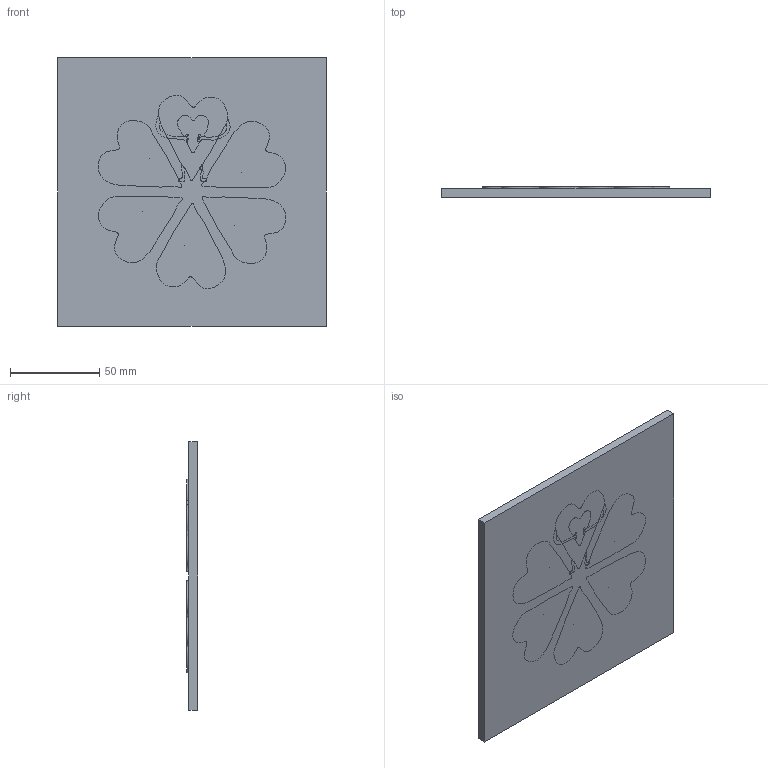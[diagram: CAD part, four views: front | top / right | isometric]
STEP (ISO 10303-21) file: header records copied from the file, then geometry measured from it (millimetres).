
FILE_DESCRIPTION(/* description */ (''),/* implementation_level */ '2;1');
FILE_NAME(/* name */ 'umblema_stenki v1.step',/* time_stamp */ '2024-07-04T14:05:25+03:00',/* author */ (''),/* organization */ (''),/* preprocessor_version */ 'ST-DEVELOPER v20',/* originating_system */ 'Autodesk Translation Framework v13.14.0.145',/* authorisation */ '');
FILE_SCHEMA (('AUTOMOTIVE_DESIGN { 1 0 10303 214 3 1 1 }'));
Length unit declared in the file: millimetre
Products named in the file (1): umblema_stenki
Bounding box: 150 x 6.3 x 150 mm (x, y, z)
Surface area: 68535.7 mm2
Topology: 12 solids, 12 shells, 63 faces, 117 edges, 76 vertices
Faces by surface type: bspline 35, plane 28
Entity records: 6298 total; most frequent: CARTESIAN_POINT 5324, ORIENTED_EDGE 234, EDGE_CURVE 117, DIRECTION 101, VERTEX_POINT 76, EDGE_LOOP 75, FACE_OUTER_BOUND 63, ADVANCED_FACE 63
